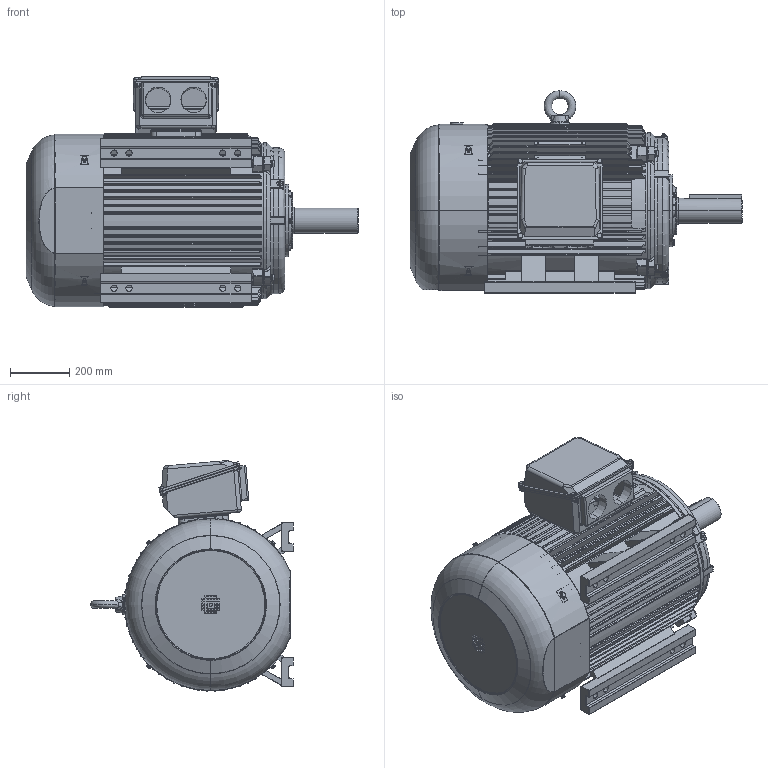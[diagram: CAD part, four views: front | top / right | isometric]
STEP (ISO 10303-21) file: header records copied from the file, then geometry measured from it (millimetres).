
FILE_DESCRIPTION (( 'STEP AP214' ), '1' );
FILE_NAME ('MTCP445T.STEP', '2018-03-07T17:09:40', ( '' ), ( '' ), 'SwSTEP 2.0', 'SolidWorks 2017', '' );
FILE_SCHEMA (( 'AUTOMOTIVE_DESIGN' ));
Length unit declared in the file: millimetre
Products named in the file (28): EP449諉盄碟釱菜; hexagon head bolts-full thread gb_GB_FASTENER_BOLT_STBAB A M10X20-N; EP445儂釱樓馱璃; EP444-5瑞欶; EP444-5前轴承外盖加工件; EP449接线盒座_默认_按加工_; plain washers-chamfered--normal series-a gb_GB_FASTENER_WASHER_SWCA 12; spring lock washers--normal type gb_GB_FASTENER_WASHER_SW 12; EP444-5(4.6)ヶ裔J; EP449諉盄碟裔菜; hex head bolts-full thread grade c gb_GB_FASTENER_BOLT_HHBFTC M12X65-N; hex head bolts-full thread grade c gb_GB_FASTENER_BOLT_HHBFTC M10X60-N; EP449諉盄碟裔; EP444綴傷裔; plain washers-chamfered--normal series-a gb_GB_FASTENER_WASHER_SWCA 8; EP444-5后轴承外盖加工件; BT444源瑩; MTCP445T; EP444-5粣芛  堤粣傷; eyebolts gb_GB_FASTENER_SCREWS_FRS M30-N; BT449橡皮塞; spring lock washers--normal type gb_GB_FASTENER_WASHER_SW 8; M10蛁蚐郲耀倰; EP444諉盄碟蚾饜极 _1_; hex head bolts-full thread grade c gb_GB_FASTENER_BOLT_HHBFTC M8X16-N; hexagon head bolts-full thread gb_GB_FASTENER_BOLT_STBAB A M10X25-N; EP444前轴承盖密封圈; EP444-5粣芛  瑞珔傷
Assembly tree (69 placements, depth 3):
  MTCP445T
    EP444諉盄碟蚾饜极 _1_
      EP449接线盒座_默认_按加工_
      EP449諉盄碟裔菜
      hexagon head bolts-full thread gb_GB_FASTENER_BOLT_STBAB A M10X25-N  x4
      EP449諉盄碟釱菜
      hexagon head bolts-full thread gb_GB_FASTENER_BOLT_STBAB A M10X20-N  x4
      EP449諉盄碟裔
    EP445儂釱樓馱璃
    EP444-5前轴承外盖加工件
    EP444-5粣芛  堤粣傷
    EP444綴傷裔
    EP444-5后轴承外盖加工件
    EP444-5粣芛  瑞珔傷
    hex head bolts-full thread grade c gb_GB_FASTENER_BOLT_HHBFTC M10X60-N  x6
    hex head bolts-full thread grade c gb_GB_FASTENER_BOLT_HHBFTC M12X65-N  x8
    spring lock washers--normal type gb_GB_FASTENER_WASHER_SW 12  x8
    plain washers-chamfered--normal series-a gb_GB_FASTENER_WASHER_SWCA 12  x8
    EP444-5瑞欶
    M10蛁蚐郲耀倰  x2
    hex head bolts-full thread grade c gb_GB_FASTENER_BOLT_HHBFTC M8X16-N  x4
    spring lock washers--normal type gb_GB_FASTENER_WASHER_SW 8  x4
    plain washers-chamfered--normal series-a gb_GB_FASTENER_WASHER_SWCA 8  x4
    BT449橡皮塞
    eyebolts gb_GB_FASTENER_SCREWS_FRS M30-N
    BT444源瑩
    EP444前轴承盖密封圈
    EP444-5(4.6)ヶ裔J
Bounding box: 1123.4 x 686.1 x 781.14 mm (x, y, z)
Volume: 38729953.2 mm3; surface area: 7503232.2 mm2
Topology: 68 solids, 68 shells, 4355 faces, 10905 edges, 6709 vertices
Faces by surface type: cylinder 1667, plane 1210, cone 565, bspline 409, torus 383, sphere 121
Entity records: 176765 total; most frequent: CARTESIAN_POINT 91950, ORIENTED_EDGE 18392, DIRECTION 16451, EDGE_CURVE 9196, AXIS2_PLACEMENT_3D 6562, VERTEX_POINT 5707, EDGE_LOOP 3987, ADVANCED_FACE 3636
